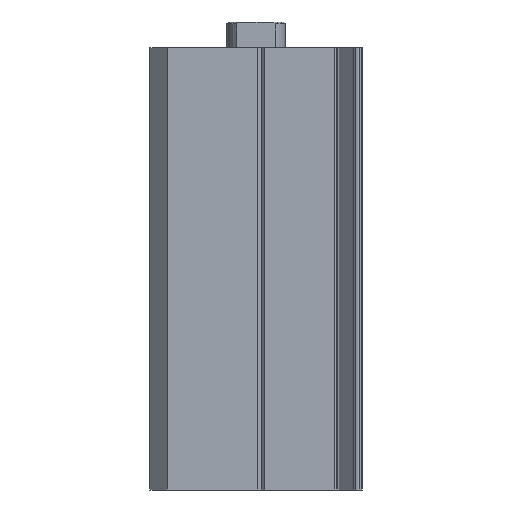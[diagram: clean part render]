
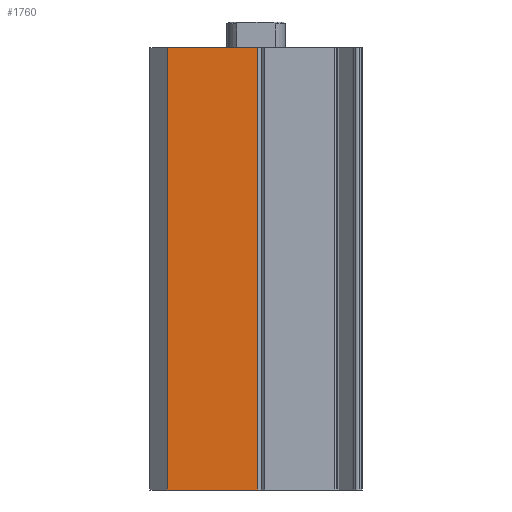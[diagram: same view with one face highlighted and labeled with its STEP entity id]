
A CAD part, left-side view. The second image highlights one B-rep face of the part: STEP entity #1760.
In plain terms, the highlighted planar face has unit normal (-1, 0, 0).
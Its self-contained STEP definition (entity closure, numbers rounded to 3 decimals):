
#90 = LINE ( 'NONE', #2676, #3681 ) ;
#154 = CARTESIAN_POINT ( 'NONE',  ( -14.5, -14.5, 30.25 ) ) ;
#247 = VECTOR ( 'NONE', #1699, 1000. ) ;
#313 = LINE ( 'NONE', #1270, #3582 ) ;
#499 = PLANE ( 'NONE',  #3761 ) ;
#717 = LINE ( 'NONE', #2022, #3051 ) ;
#719 = VERTEX_POINT ( 'NONE', #2344 ) ;
#782 = DIRECTION ( 'NONE',  ( 0., -1., 0. ) ) ;
#828 = DIRECTION ( 'NONE',  ( 1., 0., 0. ) ) ;
#1233 = VERTEX_POINT ( 'NONE', #3897 ) ;
#1266 = EDGE_CURVE ( 'NONE', #2957, #1233, #717, .T. ) ;
#1270 = CARTESIAN_POINT ( 'NONE',  ( -14.5, -0.208, -30.25 ) ) ;
#1659 = EDGE_CURVE ( 'NONE', #1233, #719, #313, .T. ) ;
#1689 = EDGE_CURVE ( 'NONE', #2724, #719, #90, .T. ) ;
#1699 = DIRECTION ( 'NONE',  ( 0., 0., -1. ) ) ;
#1760 = ADVANCED_FACE ( 'NONE', ( #2338 ), #499, .F. ) ;
#1905 = DIRECTION ( 'NONE',  ( 0., 0., 1. ) ) ;
#1925 = LINE ( 'NONE', #3918, #247 ) ;
#2022 = CARTESIAN_POINT ( 'NONE',  ( -14.5, -14.5, -30.25 ) ) ;
#2028 = ORIENTED_EDGE ( 'NONE', *, *, #3080, .T. ) ;
#2338 = FACE_OUTER_BOUND ( 'NONE', #2838, .T. ) ;
#2344 = CARTESIAN_POINT ( 'NONE',  ( -14.5, -0.208, 30.25 ) ) ;
#2676 = CARTESIAN_POINT ( 'NONE',  ( -14.5, -14.5, 30.25 ) ) ;
#2724 = VERTEX_POINT ( 'NONE', #4012 ) ;
#2766 = ORIENTED_EDGE ( 'NONE', *, *, #1266, .T. ) ;
#2838 = EDGE_LOOP ( 'NONE', ( #2766, #3812, #3859, #2028 ) ) ;
#2957 = VERTEX_POINT ( 'NONE', #3549 ) ;
#3044 = DIRECTION ( 'NONE',  ( 0., 0., -1. ) ) ;
#3051 = VECTOR ( 'NONE', #3912, 1000. ) ;
#3080 = EDGE_CURVE ( 'NONE', #2724, #2957, #1925, .T. ) ;
#3549 = CARTESIAN_POINT ( 'NONE',  ( -14.5, 12.13, -30.25 ) ) ;
#3582 = VECTOR ( 'NONE', #1905, 1000. ) ;
#3681 = VECTOR ( 'NONE', #782, 1000. ) ;
#3761 = AXIS2_PLACEMENT_3D ( 'NONE', #154, #828, #3044 ) ;
#3812 = ORIENTED_EDGE ( 'NONE', *, *, #1659, .T. ) ;
#3859 = ORIENTED_EDGE ( 'NONE', *, *, #1689, .F. ) ;
#3897 = CARTESIAN_POINT ( 'NONE',  ( -14.5, -0.208, -30.25 ) ) ;
#3912 = DIRECTION ( 'NONE',  ( 0., -1., 0. ) ) ;
#3918 = CARTESIAN_POINT ( 'NONE',  ( -14.5, 12.13, 30.25 ) ) ;
#4012 = CARTESIAN_POINT ( 'NONE',  ( -14.5, 12.13, 30.25 ) ) ;
